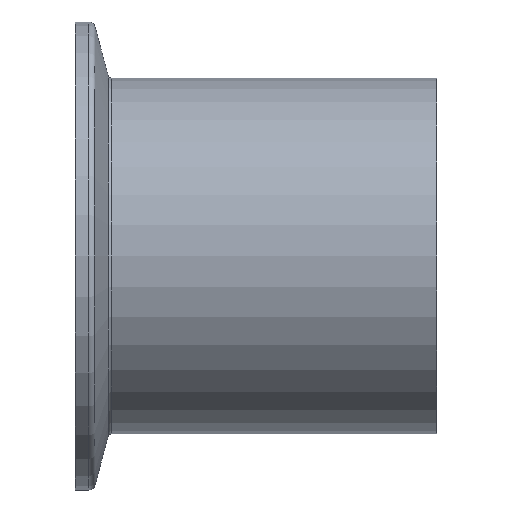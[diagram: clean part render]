
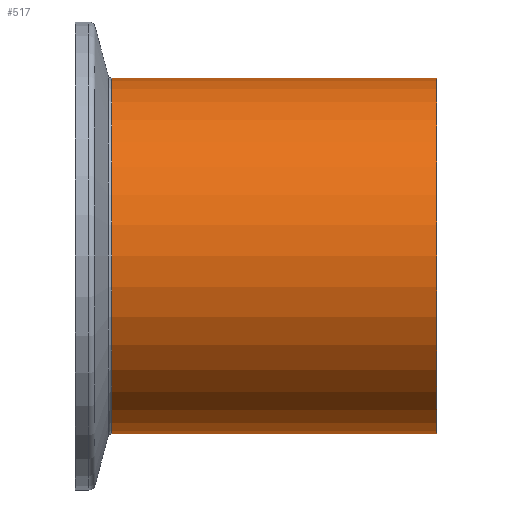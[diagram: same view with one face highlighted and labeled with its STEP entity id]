
A CAD part, front view. The second image highlights one B-rep face of the part: STEP entity #517.
In plain terms, the highlighted cylindrical face has radius 28.5 mm (diameter 57 mm), a partial arc.
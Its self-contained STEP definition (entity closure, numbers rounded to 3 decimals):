
#21 = FACE_OUTER_BOUND ( 'NONE', #549, .T. ) ;
#32 = EDGE_CURVE ( 'NONE', #204, #218, #499, .T. ) ;
#35 = DIRECTION ( 'NONE',  ( -1., 0., 0. ) ) ;
#51 = VECTOR ( 'NONE', #77, 1000. ) ;
#64 = LINE ( 'NONE', #168, #51 ) ;
#77 = DIRECTION ( 'NONE',  ( -1., 0., 0. ) ) ;
#79 = DIRECTION ( 'NONE',  ( 0., 0., 1. ) ) ;
#97 = EDGE_CURVE ( 'NONE', #204, #363, #117, .T. ) ;
#98 = CARTESIAN_POINT ( 'NONE',  ( 58., 0., -28.5 ) ) ;
#117 = CIRCLE ( 'NONE', #518, 28.5 ) ;
#119 = AXIS2_PLACEMENT_3D ( 'NONE', #492, #217, #533 ) ;
#122 = ORIENTED_EDGE ( 'NONE', *, *, #131, .T. ) ;
#131 = EDGE_CURVE ( 'NONE', #363, #283, #64, .T. ) ;
#132 = ORIENTED_EDGE ( 'NONE', *, *, #343, .F. ) ;
#141 = CIRCLE ( 'NONE', #119, 28.5 ) ;
#168 = CARTESIAN_POINT ( 'NONE',  ( 0., 0., 28.5 ) ) ;
#171 = DIRECTION ( 'NONE',  ( 0., 0., 1. ) ) ;
#204 = VERTEX_POINT ( 'NONE', #98 ) ;
#212 = ORIENTED_EDGE ( 'NONE', *, *, #32, .F. ) ;
#217 = DIRECTION ( 'NONE',  ( -1., 0., 0. ) ) ;
#218 = VERTEX_POINT ( 'NONE', #256 ) ;
#256 = CARTESIAN_POINT ( 'NONE',  ( 5.872, 0., -28.5 ) ) ;
#283 = VERTEX_POINT ( 'NONE', #366 ) ;
#321 = CARTESIAN_POINT ( 'NONE',  ( 58., 0., 28.5 ) ) ;
#342 = CARTESIAN_POINT ( 'NONE',  ( 0., 0., -28.5 ) ) ;
#343 = EDGE_CURVE ( 'NONE', #218, #283, #141, .T. ) ;
#353 = ORIENTED_EDGE ( 'NONE', *, *, #97, .T. ) ;
#363 = VERTEX_POINT ( 'NONE', #321 ) ;
#366 = CARTESIAN_POINT ( 'NONE',  ( 5.872, 0., 28.5 ) ) ;
#381 = DIRECTION ( 'NONE',  ( -1., 0., 0. ) ) ;
#426 = CARTESIAN_POINT ( 'NONE',  ( 0., 0., 0. ) ) ;
#474 = VECTOR ( 'NONE', #543, 1000. ) ;
#492 = CARTESIAN_POINT ( 'NONE',  ( 5.872, 0., 0. ) ) ;
#499 = LINE ( 'NONE', #342, #474 ) ;
#509 = CYLINDRICAL_SURFACE ( 'NONE', #513, 28.5 ) ;
#513 = AXIS2_PLACEMENT_3D ( 'NONE', #426, #35, #79 ) ;
#517 = ADVANCED_FACE ( 'NONE', ( #21 ), #509, .T. ) ;
#518 = AXIS2_PLACEMENT_3D ( 'NONE', #529, #381, #171 ) ;
#529 = CARTESIAN_POINT ( 'NONE',  ( 58., 0., 0. ) ) ;
#533 = DIRECTION ( 'NONE',  ( 0., 0., 1. ) ) ;
#543 = DIRECTION ( 'NONE',  ( -1., 0., 0. ) ) ;
#549 = EDGE_LOOP ( 'NONE', ( #212, #353, #122, #132 ) ) ;
